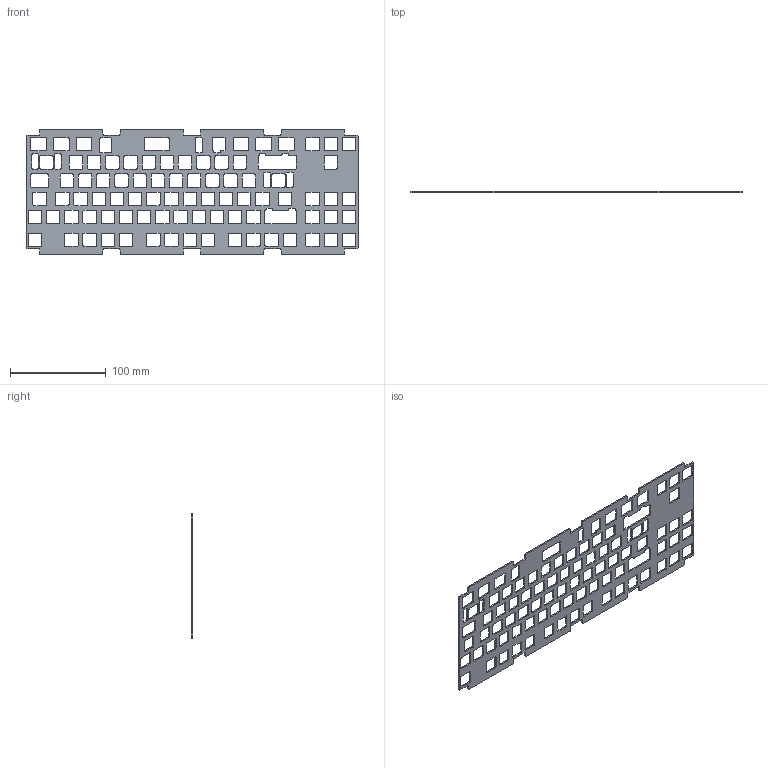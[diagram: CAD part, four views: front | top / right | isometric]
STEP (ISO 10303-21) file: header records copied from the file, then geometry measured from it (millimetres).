
FILE_DESCRIPTION(/* description */ (''),/* implementation_level */ '2;1');
FILE_NAME(/* name */ 'No1Rev1TKL-Plate.step',/* time_stamp */ '2019-07-15T09:22:52-04:00',/* author */ (''),/* organization */ (''),/* preprocessor_version */ 'ST-DEVELOPER v18',/* originating_system */ 'Autodesk Translation Framework v8.2.0.1029',/* authorisation */ '');
FILE_SCHEMA (('AUTOMOTIVE_DESIGN { 1 0 10303 214 3 1 1 }'));
Length unit declared in the file: millimetre
Products named in the file (1): (Unsaved)
Bounding box: 347.61 x 1.5 x 131.01 mm (x, y, z)
Volume: 38521 mm3; surface area: 60625.7 mm2
Topology: 1 solids, 1 shells, 848 faces, 2538 edges, 1692 vertices
Faces by surface type: cylinder 428, plane 420
Entity records: 29203 total; most frequent: DIRECTION 5092, CARTESIAN_POINT 5079, ORIENTED_EDGE 5076, EDGE_CURVE 2538, AXIS2_PLACEMENT_3D 1705, VERTEX_POINT 1692, LINE 1682, VECTOR 1682
